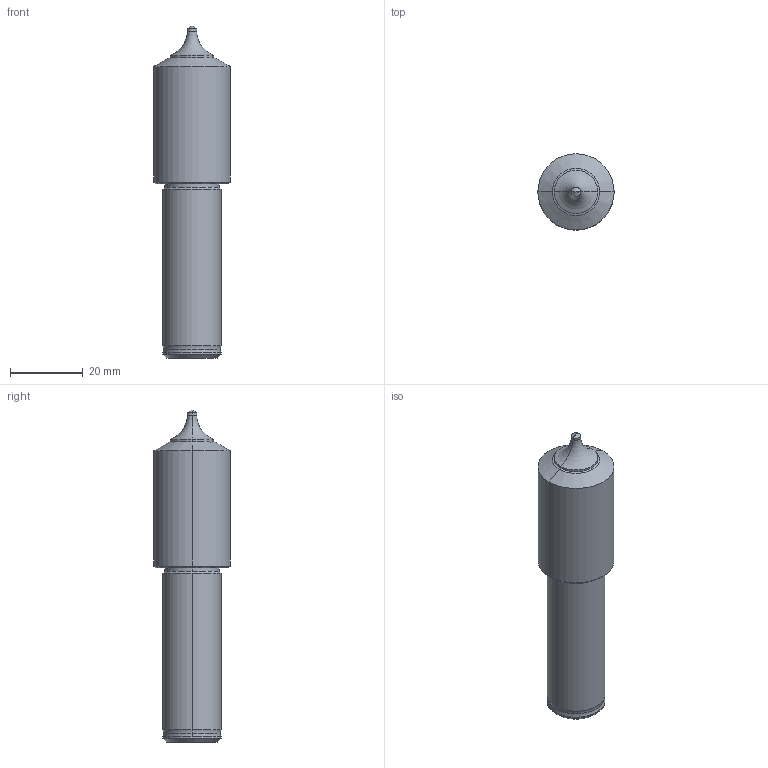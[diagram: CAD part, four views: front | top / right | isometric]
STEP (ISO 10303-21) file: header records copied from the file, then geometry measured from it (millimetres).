
FILE_DESCRIPTION (( 'STEP AP214' ), '1' );
FILE_NAME ('99616-IC12-16F_I9MTR0250.STEP', '2017-03-06T07:00:00', ( 'User' ), ( 'GENUINE' ), 'SwSTEP 2.0', 'SolidWorks 2012', '' );
FILE_SCHEMA (( 'AUTOMOTIVE_DESIGN' ));
Length unit declared in the file: millimetre
Products named in the file (1): 99616-IC12-16F_I9MTR0250
Bounding box: 21 x 21 x 91.5 mm (x, y, z)
Volume: 21571.6 mm3; surface area: 5334.3 mm2
Topology: 1 solids, 1 shells, 32 faces, 64 edges, 33 vertices
Faces by surface type: cylinder 12, cone 12, torus 6, plane 2
Entity records: 926 total; most frequent: DIRECTION 166, CARTESIAN_POINT 128, ORIENTED_EDGE 124, AXIS2_PLACEMENT_3D 71, EDGE_CURVE 62, CIRCLE 38, EDGE_LOOP 33, VERTEX_POINT 33
